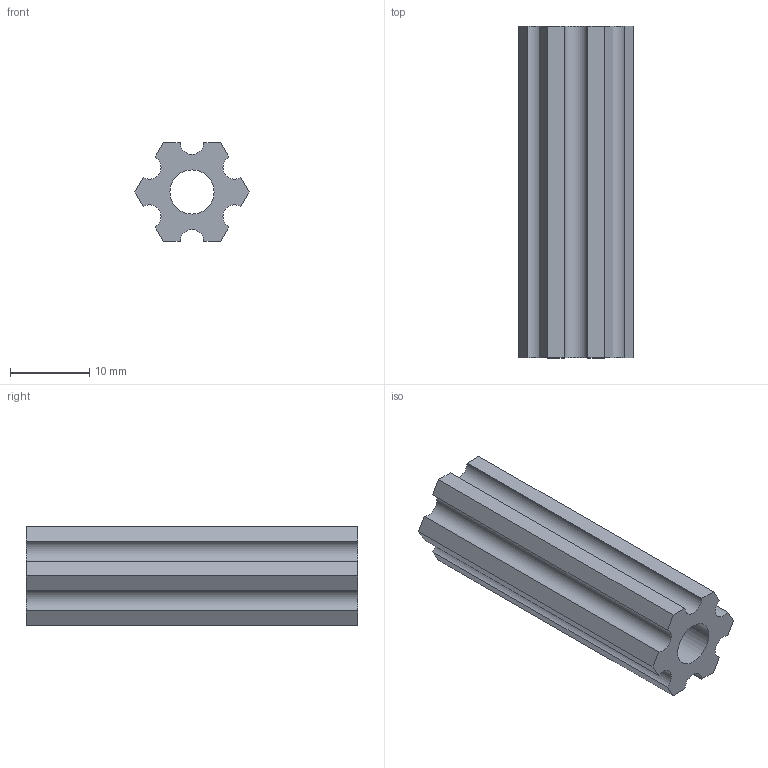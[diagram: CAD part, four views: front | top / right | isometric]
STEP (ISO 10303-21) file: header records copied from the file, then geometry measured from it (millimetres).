
FILE_DESCRIPTION(/* description */ ('STEP AP242','CAx-IF Rec.Pracs.---Representation and Presentation of Product Manufacturing Information (PMI)---4.0---2014-10-13','CAx-IF Rec.Pracs.---3D Tessellated Geometry---0.4---2014-09-14','2;1'),/* implementation_level */ '2;1');
FILE_NAME(/* name */ '653c208da10daa22e83a8af6',/* time_stamp */ '2023-10-27T20:41:49Z',/* author */ (''),/* organization */ (''),/* preprocessor_version */ 'ST-DEVELOPER v19.4',/* originating_system */ ' ',/* authorisation */ ' ');
FILE_SCHEMA (('AP242_MANAGED_MODEL_BASED_3D_ENGINEERING_MIM_LF { 1 0 10303 442 1 1 4 }'));
Length unit declared in the file: metre
Products named in the file (1): Churro
Bounding box: 14.43 x 42 x 12.5 mm (x, y, z)
Volume: 3765.6 mm3; surface area: 3165.8 mm2
Topology: 1 solids, 1 shells, 21 faces, 57 edges, 38 vertices
Faces by surface type: plane 14, cylinder 7
Full cylindrical faces by diameter (mm): 5.58 x1
Entity records: 686 total; most frequent: CARTESIAN_POINT 116, DIRECTION 114, ORIENTED_EDGE 112, EDGE_CURVE 56, LINE 42, VECTOR 42, VERTEX_POINT 38, AXIS2_PLACEMENT_3D 36
